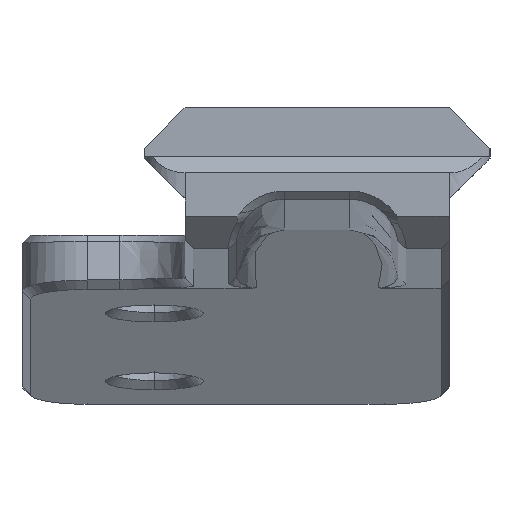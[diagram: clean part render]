
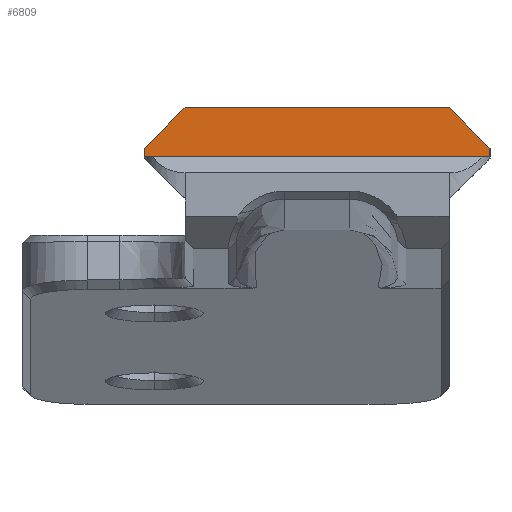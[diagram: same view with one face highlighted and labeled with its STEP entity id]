
A CAD part, left-side view. The second image highlights one B-rep face of the part: STEP entity #6809.
In plain terms, the highlighted free-form (B-spline) face has degree [1, 1] with [2, 2] control points.
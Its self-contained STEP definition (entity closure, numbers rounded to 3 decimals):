
#2153=CARTESIAN_POINT('',(-62.47,-10.605,6.1));
#2154=CARTESIAN_POINT('',(-62.47,-10.605,5.933));
#2155=CARTESIAN_POINT('',(-62.47,-10.605,5.767));
#2156=CARTESIAN_POINT('',(-62.47,-10.605,5.6));
#2470=CARTESIAN_POINT('',(-62.47,10.605,5.6));
#2471=CARTESIAN_POINT('',(-62.47,10.605,5.767));
#2472=CARTESIAN_POINT('',(-62.47,10.605,5.933));
#2473=CARTESIAN_POINT('',(-62.47,10.605,6.1));
#2907=CARTESIAN_POINT('',(-62.47,-8.105,8.6));
#2908=CARTESIAN_POINT('',(-62.47,-8.938,7.767));
#2909=CARTESIAN_POINT('',(-62.47,-9.772,6.933));
#2910=CARTESIAN_POINT('',(-62.47,-10.605,6.1));
#2983=CARTESIAN_POINT('',(-62.47,8.105,8.6));
#2984=CARTESIAN_POINT('',(-62.47,2.702,8.6));
#2985=CARTESIAN_POINT('',(-62.47,-2.702,8.6));
#2986=CARTESIAN_POINT('',(-62.47,-8.105,8.6));
#3100=CARTESIAN_POINT('',(-62.47,10.605,6.1));
#3101=CARTESIAN_POINT('',(-62.47,9.772,6.933));
#3102=CARTESIAN_POINT('',(-62.47,8.938,7.767));
#3103=CARTESIAN_POINT('',(-62.47,8.105,8.6));
#3180=DIRECTION('',(0.,1.,0.));
#3181=VECTOR('',#3180,21.21);
#3182=CARTESIAN_POINT('',(-62.47,-10.605,5.6));
#3183=LINE('',#3182,#3181);
#3289=CARTESIAN_POINT('',(-62.47,-8.105,8.6));
#3291=VERTEX_POINT('',#3289);
#3297=CARTESIAN_POINT('',(-62.47,-10.605,6.1));
#3299=VERTEX_POINT('',#3297);
#3322=VERTEX_POINT('',#2470);
#3323=VERTEX_POINT('',#2473);
#3340=VERTEX_POINT('',#2156);
#3347=VERTEX_POINT('',#3103);
#6794=CARTESIAN_POINT('',(-62.47,-11.029,5.445));
#6795=CARTESIAN_POINT('',(-62.47,-11.029,8.755));
#6796=CARTESIAN_POINT('',(-62.47,11.029,5.445));
#6797=CARTESIAN_POINT('',(-62.47,11.029,8.755));
#6798=B_SPLINE_SURFACE_WITH_KNOTS('',1,1,((#6794,#6795),(#6796,#6797)),
.UNSPECIFIED.,.F.,.F.,.F.,(2,2),(2,2),(-0.424,21.634),(-0.155,
3.155),.UNSPECIFIED.);
#6799=ORIENTED_EDGE('',*,*,#6379,.T.);
#6801=ORIENTED_EDGE('',*,*,#6800,.T.);
#6802=ORIENTED_EDGE('',*,*,#6741,.T.);
#6803=ORIENTED_EDGE('',*,*,#6686,.T.);
#6804=ORIENTED_EDGE('',*,*,#6196,.T.);
#6806=ORIENTED_EDGE('',*,*,#6805,.T.);
#6807=EDGE_LOOP('',(#6799,#6801,#6802,#6803,#6804,#6806));
#6808=FACE_OUTER_BOUND('',#6807,.F.);
#2157=B_SPLINE_CURVE_WITH_KNOTS('',3,(#2153,#2154,#2155,#2156),.UNSPECIFIED.,
.F.,.F.,(4,4),(0.,1.),.UNSPECIFIED.);
#2474=B_SPLINE_CURVE_WITH_KNOTS('',3,(#2470,#2471,#2472,#2473),.UNSPECIFIED.,
.F.,.F.,(4,4),(0.,1.),.UNSPECIFIED.);
#2911=B_SPLINE_CURVE_WITH_KNOTS('',3,(#2907,#2908,#2909,#2910),.UNSPECIFIED.,
.F.,.F.,(4,4),(0.,1.),.UNSPECIFIED.);
#2987=B_SPLINE_CURVE_WITH_KNOTS('',3,(#2983,#2984,#2985,#2986),.UNSPECIFIED.,
.F.,.F.,(4,4),(0.,1.),.UNSPECIFIED.);
#3104=B_SPLINE_CURVE_WITH_KNOTS('',3,(#3100,#3101,#3102,#3103),.UNSPECIFIED.,
.F.,.F.,(4,4),(0.,1.),.UNSPECIFIED.);
#6196=EDGE_CURVE('',#3299,#3340,#2157,.T.);
#6379=EDGE_CURVE('',#3322,#3323,#2474,.T.);
#6686=EDGE_CURVE('',#3291,#3299,#2911,.T.);
#6741=EDGE_CURVE('',#3347,#3291,#2987,.T.);
#6800=EDGE_CURVE('',#3323,#3347,#3104,.T.);
#6805=EDGE_CURVE('',#3340,#3322,#3183,.T.);
#6809=ADVANCED_FACE('',(#6808),#6798,.F.);
